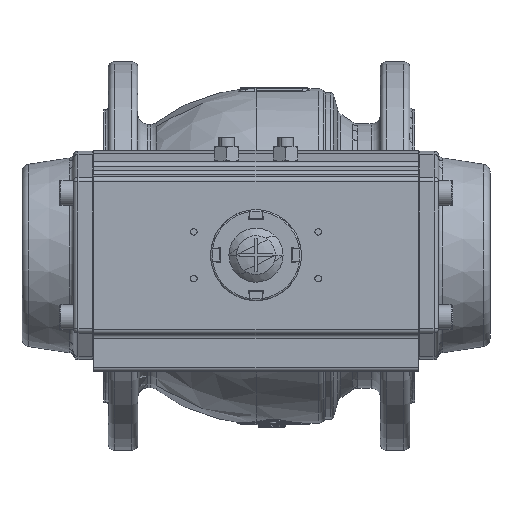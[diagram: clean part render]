
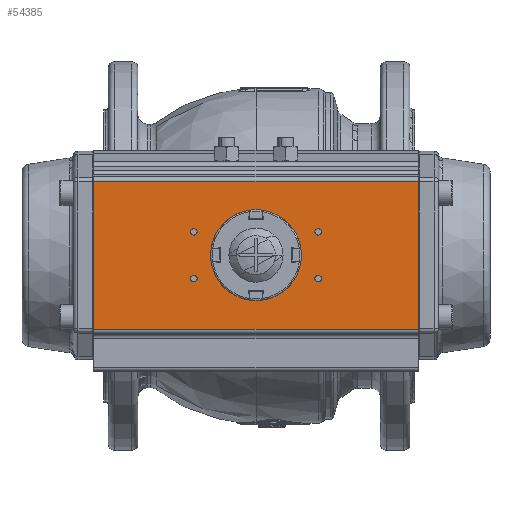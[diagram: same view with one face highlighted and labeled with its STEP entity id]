
A CAD part, top view. The second image highlights one B-rep face of the part: STEP entity #54385.
In plain terms, the highlighted planar face has unit normal (0, 0, 1).
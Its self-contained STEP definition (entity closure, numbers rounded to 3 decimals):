
#54246=CARTESIAN_POINT('',(-104.5,47.665,294.));
#54247=DIRECTION('',(-0.,0.,-1.));
#54248=DIRECTION('',(1.,-0.,-0.));
#54249=AXIS2_PLACEMENT_3D('',#54246,#54247,#54248);
#54250=PLANE('',#54249);
#54251=CARTESIAN_POINT('',(37.9,15.,294.));
#54252=VERTEX_POINT('',#54251);
#54253=CARTESIAN_POINT('',(42.1,15.,294.));
#54254=VERTEX_POINT('',#54253);
#54255=CARTESIAN_POINT('',(40.,15.,294.));
#54256=DIRECTION('',(-0.,0.,1.));
#54257=DIRECTION('',(-1.,0.,-0.));
#54258=AXIS2_PLACEMENT_3D('',#54255,#54256,#54257);
#54259=CIRCLE('',#54258,2.1);
#54260=EDGE_CURVE('NONE',#54252,#54254,#54259,.T.);
#54261=ORIENTED_EDGE('',*,*,#54260,.F.);
#54262=CARTESIAN_POINT('',(40.,15.,294.));
#54263=DIRECTION('',(-0.,0.,1.));
#54264=DIRECTION('',(-1.,0.,-0.));
#54265=AXIS2_PLACEMENT_3D('',#54262,#54263,#54264);
#54266=CIRCLE('',#54265,2.1);
#54267=EDGE_CURVE('NONE',#54254,#54252,#54266,.T.);
#54268=ORIENTED_EDGE('',*,*,#54267,.F.);
#54269=EDGE_LOOP('',(#54261,#54268));
#54270=FACE_BOUND('',#54269,.T.);
#54271=CARTESIAN_POINT('',(37.9,-15.,294.));
#54272=VERTEX_POINT('',#54271);
#54273=CARTESIAN_POINT('',(42.1,-15.,294.));
#54274=VERTEX_POINT('',#54273);
#54275=CARTESIAN_POINT('',(40.,-15.,294.));
#54276=DIRECTION('',(-0.,0.,1.));
#54277=DIRECTION('',(-1.,0.,-0.));
#54278=AXIS2_PLACEMENT_3D('',#54275,#54276,#54277);
#54279=CIRCLE('',#54278,2.1);
#54280=EDGE_CURVE('NONE',#54272,#54274,#54279,.T.);
#54281=ORIENTED_EDGE('',*,*,#54280,.F.);
#54282=CARTESIAN_POINT('',(40.,-15.,294.));
#54283=DIRECTION('',(-0.,0.,1.));
#54284=DIRECTION('',(-1.,0.,-0.));
#54285=AXIS2_PLACEMENT_3D('',#54282,#54283,#54284);
#54286=CIRCLE('',#54285,2.1);
#54287=EDGE_CURVE('NONE',#54274,#54272,#54286,.T.);
#54288=ORIENTED_EDGE('',*,*,#54287,.F.);
#54289=EDGE_LOOP('',(#54281,#54288));
#54290=FACE_BOUND('',#54289,.T.);
#54291=CARTESIAN_POINT('',(-42.1,-15.,294.));
#54292=VERTEX_POINT('',#54291);
#54293=CARTESIAN_POINT('',(-37.9,-15.,294.));
#54294=VERTEX_POINT('',#54293);
#54295=CARTESIAN_POINT('',(-40.,-15.,294.));
#54296=DIRECTION('',(-0.,0.,1.));
#54297=DIRECTION('',(-1.,0.,-0.));
#54298=AXIS2_PLACEMENT_3D('',#54295,#54296,#54297);
#54299=CIRCLE('',#54298,2.1);
#54300=EDGE_CURVE('NONE',#54292,#54294,#54299,.T.);
#54301=ORIENTED_EDGE('',*,*,#54300,.F.);
#54302=CARTESIAN_POINT('',(-40.,-15.,294.));
#54303=DIRECTION('',(-0.,0.,1.));
#54304=DIRECTION('',(-1.,0.,-0.));
#54305=AXIS2_PLACEMENT_3D('',#54302,#54303,#54304);
#54306=CIRCLE('',#54305,2.1);
#54307=EDGE_CURVE('NONE',#54294,#54292,#54306,.T.);
#54308=ORIENTED_EDGE('',*,*,#54307,.F.);
#54309=EDGE_LOOP('',(#54301,#54308));
#54310=FACE_BOUND('',#54309,.T.);
#54311=CARTESIAN_POINT('',(-42.1,15.,294.));
#54312=VERTEX_POINT('',#54311);
#54313=CARTESIAN_POINT('',(-37.9,15.,294.));
#54314=VERTEX_POINT('',#54313);
#54315=CARTESIAN_POINT('',(-40.,15.,294.));
#54316=DIRECTION('',(-0.,0.,1.));
#54317=DIRECTION('',(-1.,0.,-0.));
#54318=AXIS2_PLACEMENT_3D('',#54315,#54316,#54317);
#54319=CIRCLE('',#54318,2.1);
#54320=EDGE_CURVE('NONE',#54312,#54314,#54319,.T.);
#54321=ORIENTED_EDGE('',*,*,#54320,.F.);
#54322=CARTESIAN_POINT('',(-40.,15.,294.));
#54323=DIRECTION('',(-0.,0.,1.));
#54324=DIRECTION('',(-1.,0.,-0.));
#54325=AXIS2_PLACEMENT_3D('',#54322,#54323,#54324);
#54326=CIRCLE('',#54325,2.1);
#54327=EDGE_CURVE('NONE',#54314,#54312,#54326,.T.);
#54328=ORIENTED_EDGE('',*,*,#54327,.F.);
#54329=EDGE_LOOP('',(#54321,#54328));
#54330=FACE_BOUND('',#54329,.T.);
#54331=CARTESIAN_POINT('',(-104.258,-47.665,294.));
#54332=VERTEX_POINT('',#54331);
#54333=CARTESIAN_POINT('',(104.258,-47.665,294.));
#54334=VERTEX_POINT('',#54333);
#54335=CARTESIAN_POINT('',(-104.258,-47.665,294.));
#54336=DIRECTION('',(1.,-0.,-0.));
#54337=VECTOR('',#54336,208.515);
#54338=LINE('',#54335,#54337);
#54339=EDGE_CURVE('',#54332,#54334,#54338,.T.);
#54340=ORIENTED_EDGE('',*,*,#54339,.T.);
#54341=CARTESIAN_POINT('',(104.258,47.665,294.));
#54342=VERTEX_POINT('',#54341);
#54343=CARTESIAN_POINT('',(104.258,-47.665,294.));
#54344=DIRECTION('',(0.,1.,0.));
#54345=VECTOR('',#54344,95.33);
#54346=LINE('',#54343,#54345);
#54347=EDGE_CURVE('',#54334,#54342,#54346,.T.);
#54348=ORIENTED_EDGE('',*,*,#54347,.T.);
#54349=CARTESIAN_POINT('',(-104.258,47.665,294.));
#54350=VERTEX_POINT('',#54349);
#54351=CARTESIAN_POINT('',(-104.258,47.665,294.));
#54352=DIRECTION('',(1.,-0.,-0.));
#54353=VECTOR('',#54352,208.515);
#54354=LINE('',#54351,#54353);
#54355=EDGE_CURVE('',#54350,#54342,#54354,.T.);
#54356=ORIENTED_EDGE('',*,*,#54355,.F.);
#54357=CARTESIAN_POINT('',(-104.258,47.665,294.));
#54358=DIRECTION('',(-0.,-1.,-0.));
#54359=VECTOR('',#54358,95.33);
#54360=LINE('',#54357,#54359);
#54361=EDGE_CURVE('',#54350,#54332,#54360,.T.);
#54362=ORIENTED_EDGE('',*,*,#54361,.T.);
#54363=EDGE_LOOP('',(#54340,#54348,#54356,#54362));
#54364=FACE_BOUND('',#54363,.T.);
#54365=CARTESIAN_POINT('',(-17.5,0.,294.));
#54366=VERTEX_POINT('',#54365);
#54367=CARTESIAN_POINT('',(17.5,0.,294.));
#54368=VERTEX_POINT('',#54367);
#54369=CARTESIAN_POINT('',(-0.,0.,294.));
#54370=DIRECTION('',(-0.,0.,-1.));
#54371=DIRECTION('',(-1.,0.,0.));
#54372=AXIS2_PLACEMENT_3D('',#54369,#54370,#54371);
#54373=CIRCLE('',#54372,17.5);
#54374=EDGE_CURVE('',#54366,#54368,#54373,.T.);
#54375=ORIENTED_EDGE('',*,*,#54374,.T.);
#54376=CARTESIAN_POINT('',(-0.,0.,294.));
#54377=DIRECTION('',(-0.,0.,-1.));
#54378=DIRECTION('',(-1.,0.,0.));
#54379=AXIS2_PLACEMENT_3D('',#54376,#54377,#54378);
#54380=CIRCLE('',#54379,17.5);
#54381=EDGE_CURVE('',#54368,#54366,#54380,.T.);
#54382=ORIENTED_EDGE('',*,*,#54381,.T.);
#54383=EDGE_LOOP('',(#54375,#54382));
#54384=FACE_BOUND('',#54383,.T.);
#54385=ADVANCED_FACE('',(#54270,#54290,#54310,#54330,#54364,#54384),#54250,.F.);
